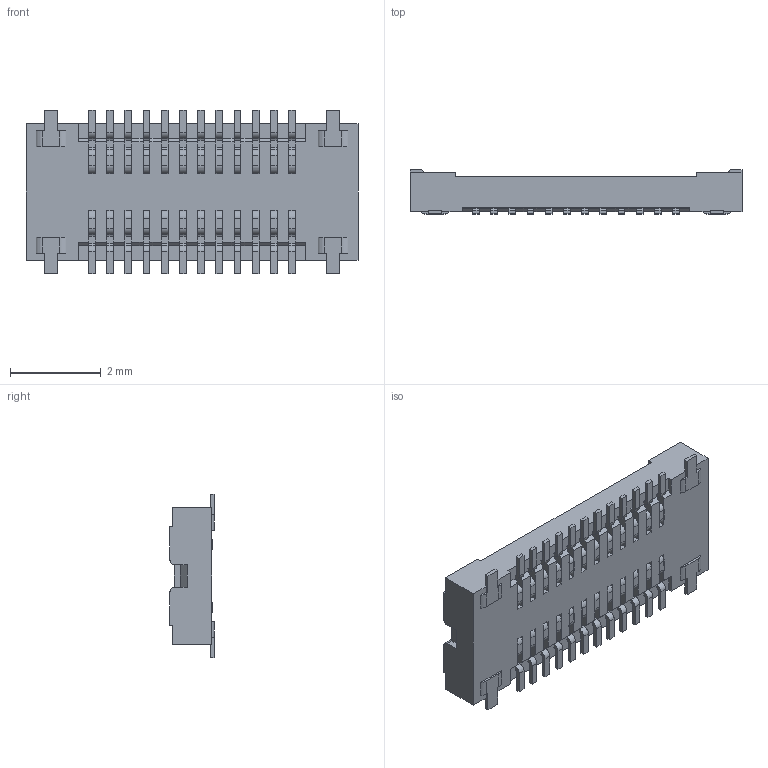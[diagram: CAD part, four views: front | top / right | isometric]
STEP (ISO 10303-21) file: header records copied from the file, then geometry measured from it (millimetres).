
FILE_DESCRIPTION (( 'STEP AP214' ), '1' );
FILE_NAME ('AXT524124.STEP', '2021-03-11T03:56:56', ( '' ), ( '' ), 'SwSTEP 2.0', 'SolidWorks 2017', '' );
FILE_SCHEMA (( 'AUTOMOTIVE_DESIGN' ));
Length unit declared in the file: millimetre
Products named in the file (1): AXT524124
Bounding box: 7.3 x 0.97 x 3.6 mm (x, y, z)
Volume: 12.3 mm3; surface area: 133 mm2
Topology: 29 solids, 29 shells, 1214 faces, 3532 edges, 2324 vertices
Faces by surface type: plane 788, cylinder 414, sphere 4, cone 4, torus 4
Entity records: 40450 total; most frequent: CARTESIAN_POINT 7259, ORIENTED_EDGE 7056, DIRECTION 6754, EDGE_CURVE 3528, VECTOR 2684, LINE 2684, VERTEX_POINT 2324, AXIS2_PLACEMENT_3D 2035
